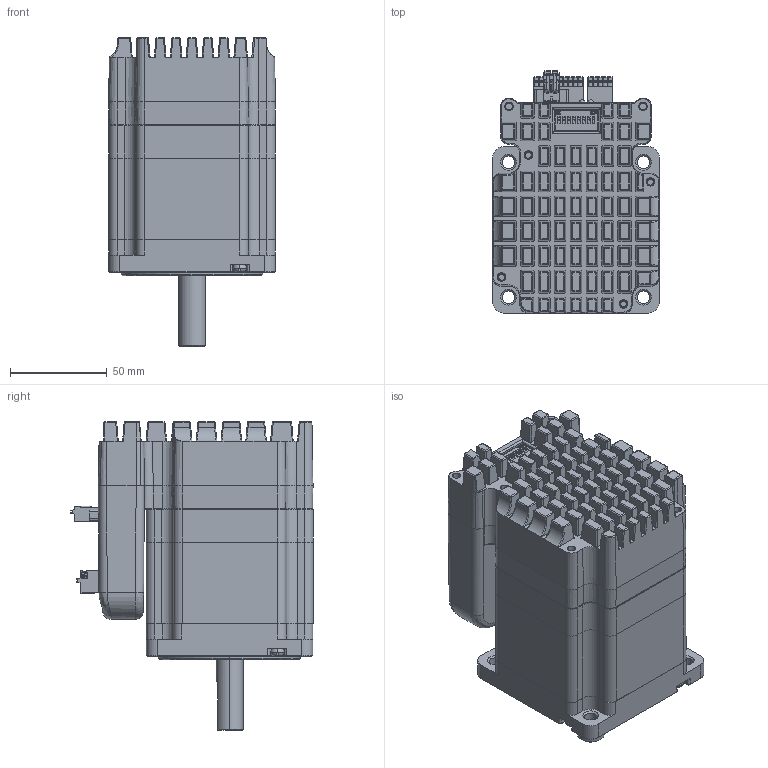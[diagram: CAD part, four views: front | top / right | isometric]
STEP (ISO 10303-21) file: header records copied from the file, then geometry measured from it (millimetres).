
FILE_DESCRIPTION (( 'STEP AP203' ), '1' );
FILE_NAME ('iHSS86-60-45.STEP', '2019-09-29T00:27:16', ( 'USER-' ), ( 'MS' ), 'SwSTEP 2.0', 'SolidWorks 2015', '' );
FILE_SCHEMA (( 'CONFIG_CONTROL_DESIGN' ));
Length unit declared in the file: millimetre
Products named in the file (23): 86上盖-73-两小孔 14中心孔; 15EDGVC-2.5-05P; IDCT-2x5-2.54; 14mm X 60mmL す粣; LED_d3-RED; IDC2x6-90; iHSS86-60-45; LED_d3-GRN; 15EDGVC-2.5-10P; 15EDGVM-5.08-2P; 86ほ趼倛1; 15EDGKD-2.5-10P; 86一体化散热器; 綴裔; 15EDGKDM-3.81-2P; TO263-3S; 錨璃1; 57JS15EDGKD-2.5-5P-MALE; 86珨极趙醱啣; 86珨极趙PCB; 8642儂旯; DIPSWITCH8; 86珨极趙PCB-S
Assembly tree (34 placements, depth 2):
  iHSS86-60-45
    綴裔
    錨璃1  x4
    86珨极趙PCB
    86珨极趙PCB-S
    IDCT-2x5-2.54  x2
    IDC2x6-90  x2
    15EDGVC-2.5-10P
    86ほ趼倛1
    86一体化散热器
    TO263-3S  x8
    86珨极趙醱啣
    DIPSWITCH8
    15EDGVC-2.5-05P
    LED_d3-RED
    LED_d3-GRN
    15EDGVM-5.08-2P
    15EDGKD-2.5-10P
    15EDGKDM-3.81-2P
    57JS15EDGKD-2.5-5P-MALE
    8642儂旯
    86上盖-73-两小孔 14中心孔
    14mm X 60mmL す粣
Bounding box: 86 x 124.8 x 159.08 mm (x, y, z)
Volume: 552569.4 mm3; surface area: 230980.8 mm2
Topology: 20 solids, 210 shells, 6901 faces, 19499 edges, 12992 vertices
Faces by surface type: plane 4686, cylinder 1564, bspline 390, cone 225, torus 28, sphere 8
Entity records: 171698 total; most frequent: CARTESIAN_POINT 40478, ORIENTED_EDGE 26610, DIRECTION 26042, EDGE_CURVE 13715, VECTOR 9898, LINE 9898, VERTEX_POINT 8766, AXIS2_PLACEMENT_3D 8072
